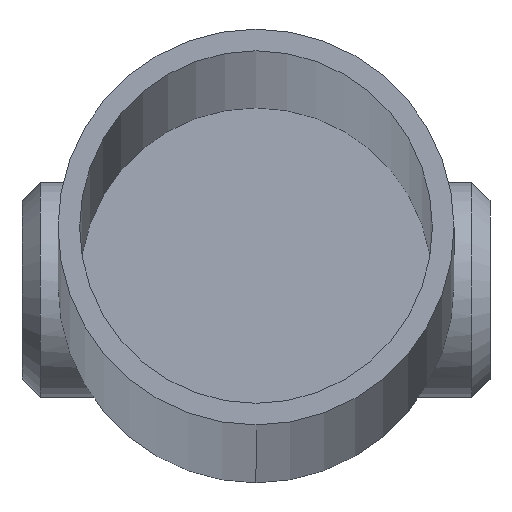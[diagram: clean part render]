
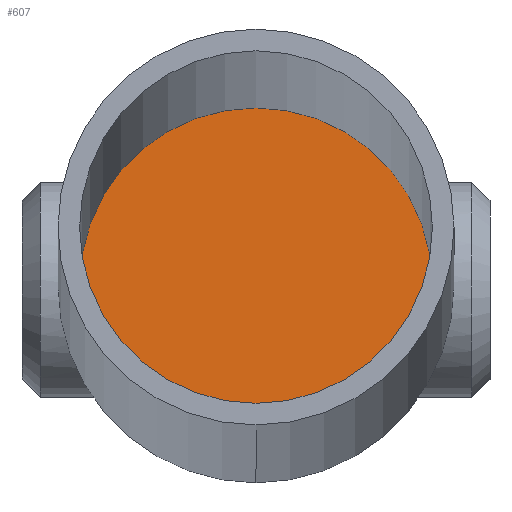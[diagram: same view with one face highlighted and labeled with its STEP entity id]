
A CAD part, front view. The second image highlights one B-rep face of the part: STEP entity #607.
In plain terms, the highlighted face is planar.
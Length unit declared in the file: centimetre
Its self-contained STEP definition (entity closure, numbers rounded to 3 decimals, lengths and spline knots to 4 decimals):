
#82 = CARTESIAN_POINT ( 'NONE',  ( 68.1567, 200.8018, 28.0727 ) ) ;
#172 = DIRECTION ( 'NONE',  ( 0., 0.998, -0.061 ) ) ;
#233 = CARTESIAN_POINT ( 'NONE',  ( 68.1567, 200.8018, 28.0727 ) ) ;
#253 = DIRECTION ( 'NONE',  ( 0., 0.998, -0.061 ) ) ;
#302 = VERTEX_POINT ( 'NONE', #1227 ) ;
#308 = CARTESIAN_POINT ( 'NONE',  ( 68.1567, 200.8018, 28.0727 ) ) ;
#371 = EDGE_CURVE ( 'NONE', #302, #386, #783, .T. ) ;
#386 = VERTEX_POINT ( 'NONE', #1172 ) ;
#392 = PLANE ( 'NONE',  #1128 ) ;
#465 = ORIENTED_EDGE ( 'NONE', *, *, #371, .T. ) ;
#509 = DIRECTION ( 'NONE',  ( 0., 0.998, -0.061 ) ) ;
#567 = DIRECTION ( 'NONE',  ( 0., 0.061, 0.998 ) ) ;
#600 = CIRCLE ( 'NONE', #764, 3.1115 ) ;
#607 = ADVANCED_FACE ( 'NONE', ( #791 ), #392, .T. ) ;
#731 = EDGE_LOOP ( 'NONE', ( #465, #852 ) ) ;
#742 = AXIS2_PLACEMENT_3D ( 'NONE', #82, #172, #567 ) ;
#764 = AXIS2_PLACEMENT_3D ( 'NONE', #308, #509, #1213 ) ;
#783 = CIRCLE ( 'NONE', #742, 3.1115 ) ;
#791 = FACE_OUTER_BOUND ( 'NONE', #731, .T. ) ;
#852 = ORIENTED_EDGE ( 'NONE', *, *, #1174, .T. ) ;
#1054 = DIRECTION ( 'NONE',  ( -1., 0., 0. ) ) ;
#1128 = AXIS2_PLACEMENT_3D ( 'NONE', #233, #253, #1054 ) ;
#1172 = CARTESIAN_POINT ( 'NONE',  ( 68.1567, 200.9911, 31.1785 ) ) ;
#1174 = EDGE_CURVE ( 'NONE', #386, #302, #600, .T. ) ;
#1213 = DIRECTION ( 'NONE',  ( 0., 0.061, 0.998 ) ) ;
#1227 = CARTESIAN_POINT ( 'NONE',  ( 68.1567, 200.6125, 24.967 ) ) ;
